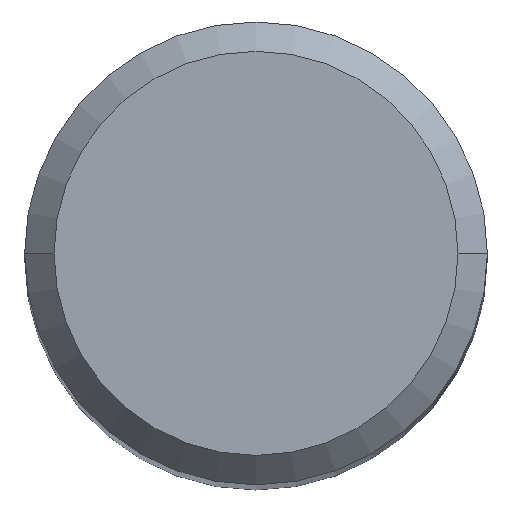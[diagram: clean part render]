
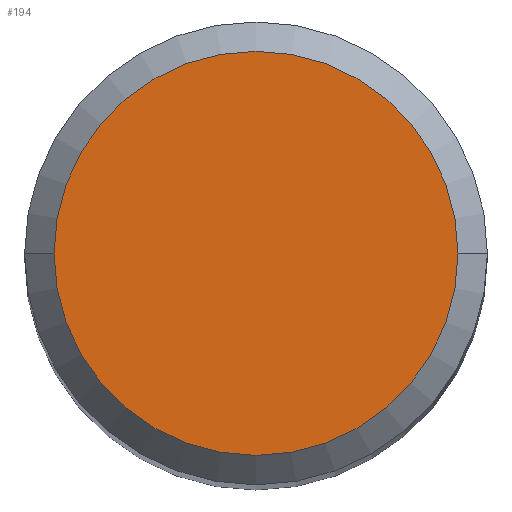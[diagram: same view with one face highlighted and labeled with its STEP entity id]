
A CAD part, top view. The second image highlights one B-rep face of the part: STEP entity #194.
In plain terms, the highlighted planar face has unit normal (0, 0, 1).
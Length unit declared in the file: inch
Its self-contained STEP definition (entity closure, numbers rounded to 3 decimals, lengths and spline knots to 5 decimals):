
#16 = DIRECTION ( 'NONE',  ( 0., 0., 1. ) ) ;
#28 = ORIENTED_EDGE ( 'NONE', *, *, #37, .T. ) ;
#30 = CARTESIAN_POINT ( 'NONE',  ( 0.10311, 0., 2.95276 ) ) ;
#37 = EDGE_CURVE ( 'NONE', #271, #340, #171, .T. ) ;
#62 = CIRCLE ( 'NONE', #269, 0.10311 ) ;
#63 = DIRECTION ( 'NONE',  ( 0., 0., 1. ) ) ;
#80 = DIRECTION ( 'NONE',  ( 0., 0., 1. ) ) ;
#91 = EDGE_CURVE ( 'NONE', #340, #271, #62, .T. ) ;
#107 = CARTESIAN_POINT ( 'NONE',  ( 0., 0., 2.95276 ) ) ;
#144 = PLANE ( 'NONE',  #312 ) ;
#145 = FACE_OUTER_BOUND ( 'NONE', #252, .T. ) ;
#149 = CARTESIAN_POINT ( 'NONE',  ( 0., 0., 2.95276 ) ) ;
#161 = AXIS2_PLACEMENT_3D ( 'NONE', #281, #16, #196 ) ;
#171 = CIRCLE ( 'NONE', #161, 0.10311 ) ;
#194 = ADVANCED_FACE ( 'NONE', ( #145 ), #144, .T. ) ;
#196 = DIRECTION ( 'NONE',  ( 1., 0., 0. ) ) ;
#234 = DIRECTION ( 'NONE',  ( 1., 0., 0. ) ) ;
#252 = EDGE_LOOP ( 'NONE', ( #28, #299 ) ) ;
#269 = AXIS2_PLACEMENT_3D ( 'NONE', #107, #80, #305 ) ;
#271 = VERTEX_POINT ( 'NONE', #328 ) ;
#281 = CARTESIAN_POINT ( 'NONE',  ( 0., 0., 2.95276 ) ) ;
#299 = ORIENTED_EDGE ( 'NONE', *, *, #91, .T. ) ;
#305 = DIRECTION ( 'NONE',  ( 1., 0., 0. ) ) ;
#312 = AXIS2_PLACEMENT_3D ( 'NONE', #149, #63, #234 ) ;
#328 = CARTESIAN_POINT ( 'NONE',  ( -0.10311, 0., 2.95276 ) ) ;
#340 = VERTEX_POINT ( 'NONE', #30 ) ;
